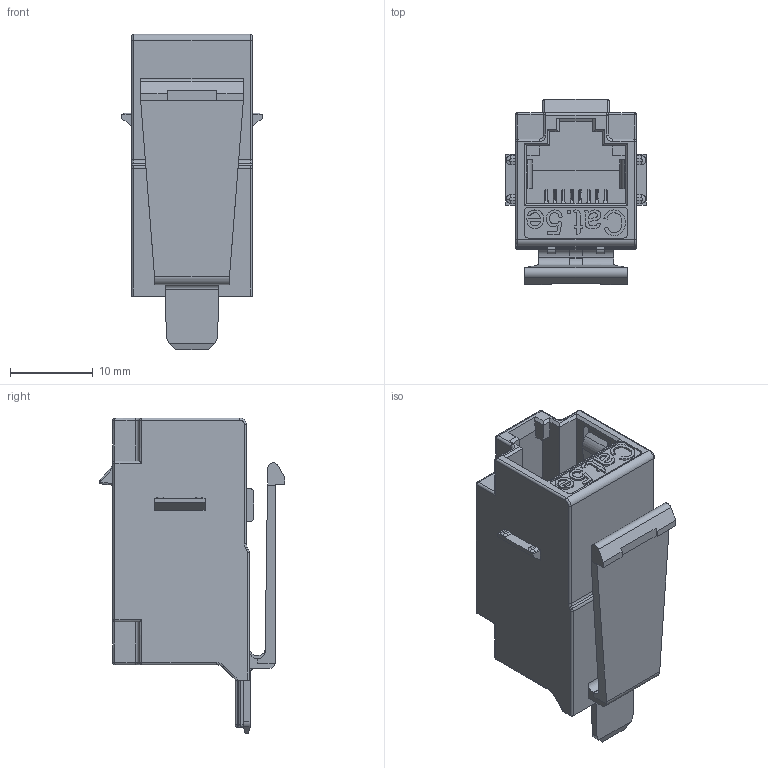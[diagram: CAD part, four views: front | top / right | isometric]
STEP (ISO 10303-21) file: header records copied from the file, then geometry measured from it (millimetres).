
FILE_DESCRIPTION (( 'STEP AP214' ), '1' );
FILE_NAME ('J00029K0051H50.STEP', '2010-07-19T06:42:54', ( 'ich' ), ( 'pp' ), 'SwSTEP 2.0', 'SolidWorks 2010', '' );
FILE_SCHEMA (( 'AUTOMOTIVE_DESIGN' ));
Length unit declared in the file: millimetre
Products named in the file (1): J00029K0051H50
Bounding box: 17 x 22.45 x 38.15 mm (x, y, z)
Volume: 4887.8 mm3; surface area: 5489 mm2
Topology: 1 solids, 1 shells, 1121 faces, 2792 edges, 1688 vertices
Faces by surface type: plane 668, bspline 204, cylinder 199, torus 34, sphere 10, cone 6
Entity records: 50853 total; most frequent: CARTESIAN_POINT 15342, ORIENTED_EDGE 5544, DIRECTION 4260, EDGE_CURVE 2772, VECTOR 1776, LINE 1776, VERTEX_POINT 1688, AXIS2_PLACEMENT_3D 1242
